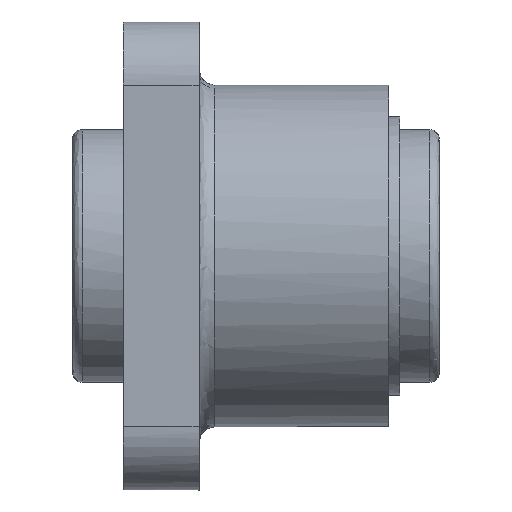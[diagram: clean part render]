
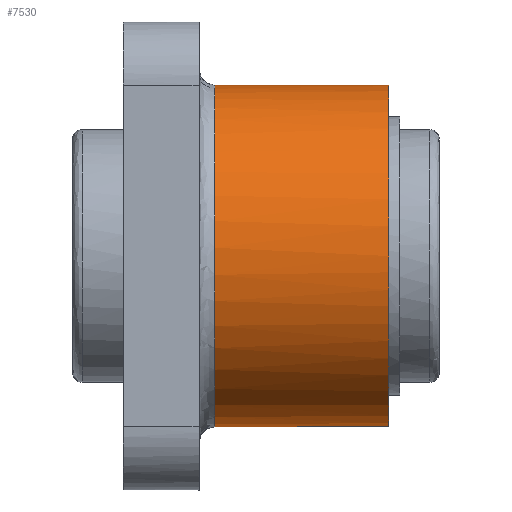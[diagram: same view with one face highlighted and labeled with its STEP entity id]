
A CAD part, front view. The second image highlights one B-rep face of the part: STEP entity #7530.
In plain terms, the highlighted free-form (B-spline) face has degree [3, 1] with [7, 2] control points.
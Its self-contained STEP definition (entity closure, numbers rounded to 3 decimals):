
#960 = CARTESIAN_POINT ('', (50., 27., 0.));
#970 = VERTEX_POINT ('', #960);
#980 = CARTESIAN_POINT ('', (50., -27., 0.));
#990 = VERTEX_POINT ('', #980);
#1000 = CARTESIAN_POINT ('', (50., 27., 0.));
#1010 = CARTESIAN_POINT ('', (50., 27., -54.));
#1020 = CARTESIAN_POINT ('', (50., -27., -54.));
#1030 = CARTESIAN_POINT ('', (50., -27., 0.));
#1040 = (
   BOUNDED_CURVE ()
   B_SPLINE_CURVE (3, (#1000, #1010, #1020, #1030), .UNSPECIFIED., .F., .U.)
   B_SPLINE_CURVE_WITH_KNOTS ((4, 4), (0., 1.), .UNSPECIFIED.)
   CURVE ()
   GEOMETRIC_REPRESENTATION_ITEM ()
   RATIONAL_B_SPLINE_CURVE ((1., 0.333, 0.333, 1.))
   REPRESENTATION_ITEM ('')
);
#1050 = EDGE_CURVE ('', #970, #990, #1040, .T.);
#1070 = CARTESIAN_POINT ('', (50., -27., 0.));
#1080 = CARTESIAN_POINT ('', (50., -27., 54.));
#1090 = CARTESIAN_POINT ('', (50., 27., 54.));
#1100 = CARTESIAN_POINT ('', (50., 27., 0.));
#1110 = (
   BOUNDED_CURVE ()
   B_SPLINE_CURVE (3, (#1070, #1080, #1090, #1100), .UNSPECIFIED., .F., .U.)
   B_SPLINE_CURVE_WITH_KNOTS ((4, 4), (0., 1.), .UNSPECIFIED.)
   CURVE ()
   GEOMETRIC_REPRESENTATION_ITEM ()
   RATIONAL_B_SPLINE_CURVE ((1., 0.333, 0.333, 1.))
   REPRESENTATION_ITEM ('')
);
#1120 = EDGE_CURVE ('', #990, #970, #1110, .T.);
#7070 = ORIENTED_EDGE ('', *, *, #1120, .T.);
#7080 = CARTESIAN_POINT ('', (22.5, 27., 0.));
#7090 = VERTEX_POINT ('', #7080);
#7100 = CARTESIAN_POINT ('', (50., 27., 0.));
#7110 = CARTESIAN_POINT ('', (22.5, 27., 0.));
#7120 = B_SPLINE_CURVE_WITH_KNOTS ('', 1, (#7100, #7110), .UNSPECIFIED., .F., .U., (2, 2), (0., 1.), .UNSPECIFIED.);
#7130 = EDGE_CURVE ('', #970, #7090, #7120, .T.);
#7140 = ORIENTED_EDGE ('', *, *, #7130, .T.);
#7150 = CARTESIAN_POINT ('', (22.5, 0., -27.));
#7160 = VERTEX_POINT ('', #7150);
#7170 = CARTESIAN_POINT ('', (22.5, 0., -27.));
#7180 = CARTESIAN_POINT ('', (22.5, -54., -27.));
#7190 = CARTESIAN_POINT ('', (22.5, -54., 27.));
#7200 = CARTESIAN_POINT ('', (22.5, 0., 27.));
#7210 = CARTESIAN_POINT ('', (22.5, 13.5, 27.));
#7220 = CARTESIAN_POINT ('', (22.5, 27., 18.));
#7230 = CARTESIAN_POINT ('', (22.5, 27., 0.));
#7240 = (
   BOUNDED_CURVE ()
   B_SPLINE_CURVE (3, (#7170, #7180, #7190, #7200, #7210, #7220, #7230), .UNSPECIFIED., .F., .U.)
   B_SPLINE_CURVE_WITH_KNOTS ((4, 3, 4), (0., 0.667, 1.), .UNSPECIFIED.)
   CURVE ()
   GEOMETRIC_REPRESENTATION_ITEM ()
   RATIONAL_B_SPLINE_CURVE ((0.957, 0.319, 0.319, 0.957, 0.638, 0.478, 0.478))
   REPRESENTATION_ITEM ('')
);
#7250 = EDGE_CURVE ('', #7160, #7090, #7240, .T.);
#7260 = ORIENTED_EDGE ('', *, *, #7250, .F.);
#7270 = CARTESIAN_POINT ('', (22.5, 27., 0.));
#7280 = CARTESIAN_POINT ('', (22.5, 27., -18.));
#7290 = CARTESIAN_POINT ('', (22.5, 13.5, -27.));
#7300 = CARTESIAN_POINT ('', (22.5, 0., -27.));
#7310 = (
   BOUNDED_CURVE ()
   B_SPLINE_CURVE (3, (#7270, #7280, #7290, #7300), .UNSPECIFIED., .F., .U.)
   B_SPLINE_CURVE_WITH_KNOTS ((4, 4), (0., 1.), .UNSPECIFIED.)
   CURVE ()
   GEOMETRIC_REPRESENTATION_ITEM ()
   RATIONAL_B_SPLINE_CURVE ((0.478, 0.478, 0.638, 0.957))
   REPRESENTATION_ITEM ('')
);
#7320 = EDGE_CURVE ('', #7090, #7160, #7310, .T.);
#7330 = ORIENTED_EDGE ('', *, *, #7320, .F.);
#7340 = ORIENTED_EDGE ('', *, *, #7130, .F.);
#7350 = ORIENTED_EDGE ('', *, *, #1050, .T.);
#7360 = EDGE_LOOP ('', (#7070, #7140, #7260, #7330, #7340, #7350));
#7370 = FACE_OUTER_BOUND ('', #7360, .T.);
#7380 = CARTESIAN_POINT ('', (19.75, 27., 0.));
#7390 = CARTESIAN_POINT ('', (52.75, 27., 0.));
#7400 = CARTESIAN_POINT ('', (19.75, 27., 54.));
#7410 = CARTESIAN_POINT ('', (52.75, 27., 54.));
#7420 = CARTESIAN_POINT ('', (19.75, -27., 54.));
#7430 = CARTESIAN_POINT ('', (52.75, -27., 54.));
#7440 = CARTESIAN_POINT ('', (19.75, -27., 0.));
#7450 = CARTESIAN_POINT ('', (52.75, -27., 0.));
#7460 = CARTESIAN_POINT ('', (19.75, -27., -54.));
#7470 = CARTESIAN_POINT ('', (52.75, -27., -54.));
#7480 = CARTESIAN_POINT ('', (19.75, 27., -54.));
#7490 = CARTESIAN_POINT ('', (52.75, 27., -54.));
#7500 = CARTESIAN_POINT ('', (19.75, 27., 0.));
#7510 = CARTESIAN_POINT ('', (52.75, 27., 0.));
#7520 = (
   BOUNDED_SURFACE ()
   B_SPLINE_SURFACE (3, 1, ((#7380, #7390), (#7400, #7410), (#7420, #7430), (#7440, #7450), (#7460, #7470), (#7480, #7490), (#7500, #7510)), .UNSPECIFIED., .T., .F., .U.)
   B_SPLINE_SURFACE_WITH_KNOTS ((4, 3, 4), (2, 2), (0., 0.5, 1.), (0., 1.), .UNSPECIFIED.)
   SURFACE ()
   GEOMETRIC_REPRESENTATION_ITEM ()
   RATIONAL_B_SPLINE_SURFACE (((1., 1.), (0.333, 0.333), (0.333, 0.333), (1., 1.), (0.333, 0.333), (0.333, 0.333), (1., 1.)))
   REPRESENTATION_ITEM ('')
);
#7530 = ADVANCED_FACE ('', (#7370), #7520, .T.);
